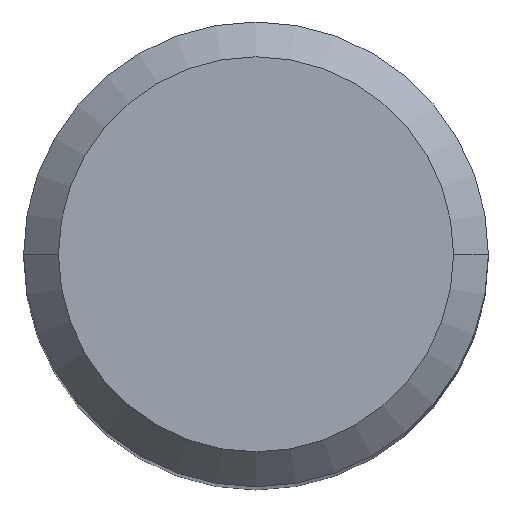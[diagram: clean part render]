
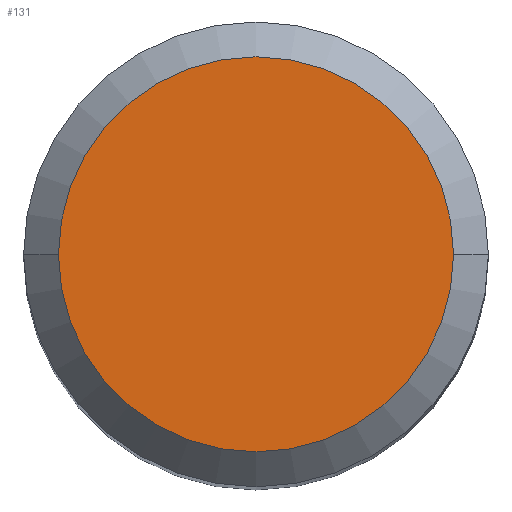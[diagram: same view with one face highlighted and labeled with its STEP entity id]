
A CAD part, top view. The second image highlights one B-rep face of the part: STEP entity #131.
In plain terms, the highlighted planar face has unit normal (0, 0, 1).
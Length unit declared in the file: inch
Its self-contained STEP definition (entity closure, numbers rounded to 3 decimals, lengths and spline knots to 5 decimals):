
#31 = CARTESIAN_POINT ( 'NONE',  ( 0., 0., 0. ) ) ;
#61 = CIRCLE ( 'NONE', #234, 0.20077 ) ;
#76 = CARTESIAN_POINT ( 'NONE',  ( 0., 0., 0. ) ) ;
#86 = EDGE_LOOP ( 'NONE', ( #409, #339 ) ) ;
#131 = ADVANCED_FACE ( 'NONE', ( #173 ), #249, .F. ) ;
#137 = CARTESIAN_POINT ( 'NONE',  ( -0.20077, 0., 0. ) ) ;
#147 = EDGE_CURVE ( 'NONE', #338, #399, #61, .T. ) ;
#148 = CARTESIAN_POINT ( 'NONE',  ( 0., 0., 0. ) ) ;
#172 = CARTESIAN_POINT ( 'NONE',  ( 0.20077, 0., 0. ) ) ;
#173 = FACE_OUTER_BOUND ( 'NONE', #86, .T. ) ;
#174 = EDGE_CURVE ( 'NONE', #399, #338, #273, .T. ) ;
#180 = DIRECTION ( 'NONE',  ( 1., 0., 0. ) ) ;
#222 = DIRECTION ( 'NONE',  ( -1., 0., 0. ) ) ;
#234 = AXIS2_PLACEMENT_3D ( 'NONE', #31, #405, #180 ) ;
#244 = AXIS2_PLACEMENT_3D ( 'NONE', #76, #356, #222 ) ;
#249 = PLANE ( 'NONE',  #244 ) ;
#273 = CIRCLE ( 'NONE', #419, 0.20077 ) ;
#280 = DIRECTION ( 'NONE',  ( 1., 0., 0. ) ) ;
#314 = DIRECTION ( 'NONE',  ( 0., 0., 1. ) ) ;
#338 = VERTEX_POINT ( 'NONE', #172 ) ;
#339 = ORIENTED_EDGE ( 'NONE', *, *, #147, .T. ) ;
#356 = DIRECTION ( 'NONE',  ( 0., 0., -1. ) ) ;
#399 = VERTEX_POINT ( 'NONE', #137 ) ;
#405 = DIRECTION ( 'NONE',  ( 0., 0., 1. ) ) ;
#409 = ORIENTED_EDGE ( 'NONE', *, *, #174, .T. ) ;
#419 = AXIS2_PLACEMENT_3D ( 'NONE', #148, #314, #280 ) ;
